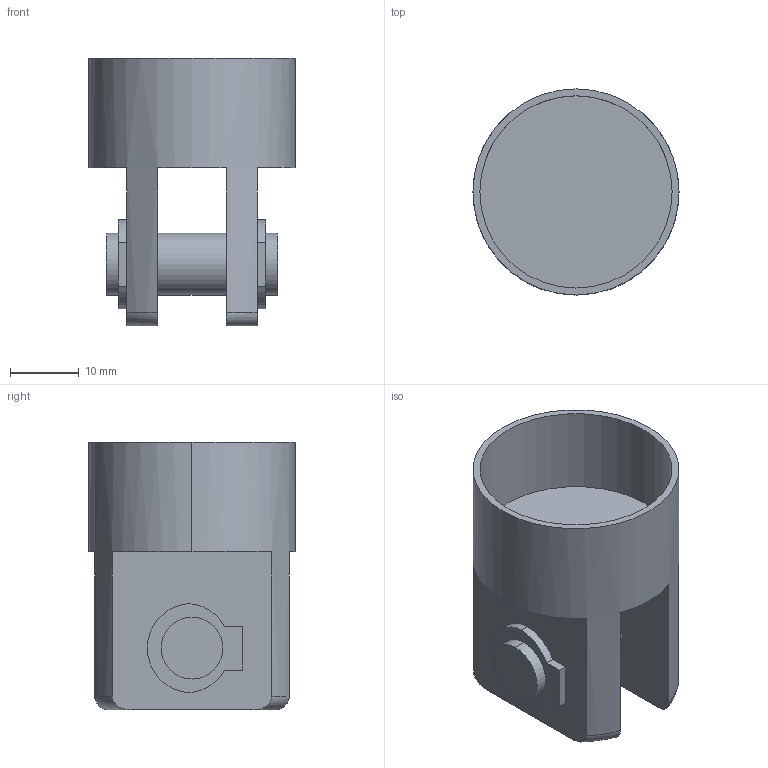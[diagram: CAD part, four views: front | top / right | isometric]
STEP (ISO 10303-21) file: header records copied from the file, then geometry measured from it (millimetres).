
FILE_DESCRIPTION (( 'STEP AP214' ), '1' );
FILE_NAME ('CM-D032B.STEP', '2018-06-18T07:34:27', ( 'SONIC' ), ( 'UNITCOM PC' ), 'SwSTEP 2.0', 'SolidWorks 2015', '' );
FILE_SCHEMA (( 'AUTOMOTIVE_DESIGN' ));
Length unit declared in the file: millimetre
Products named in the file (1): CM-D032B
Bounding box: 30 x 30 x 39 mm (x, y, z)
Volume: 9882.9 mm3; surface area: 7250.4 mm2
Topology: 1 solids, 1 shells, 41 faces, 102 edges, 68 vertices
Faces by surface type: plane 21, cylinder 16, torus 4
Entity records: 1378 total; most frequent: CARTESIAN_POINT 328, DIRECTION 222, ORIENTED_EDGE 204, EDGE_CURVE 102, AXIS2_PLACEMENT_3D 86, VERTEX_POINT 68, VECTOR 50, LINE 50
